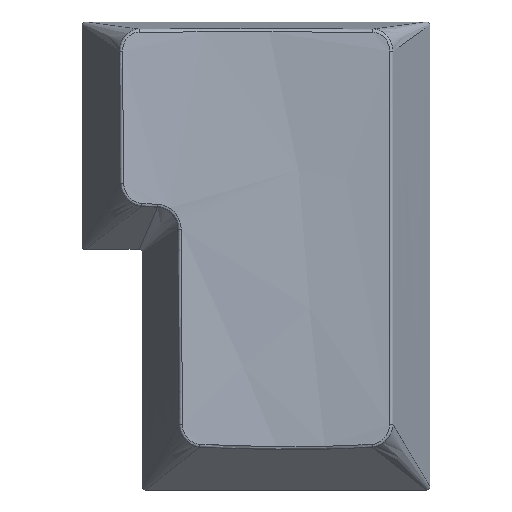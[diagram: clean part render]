
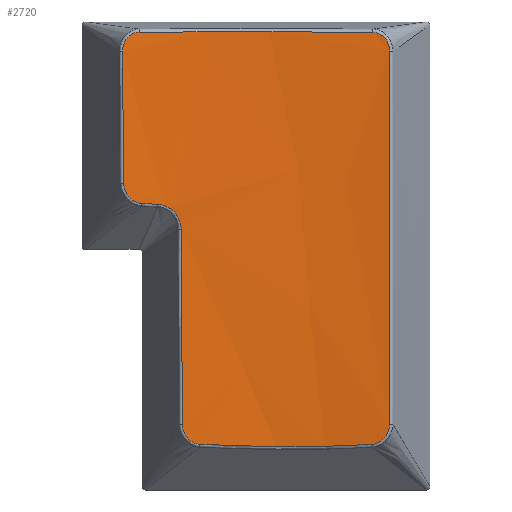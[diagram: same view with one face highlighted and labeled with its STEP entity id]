
A CAD part, top view. The second image highlights one B-rep face of the part: STEP entity #2720.
In plain terms, the highlighted free-form (B-spline) face has degree [3, 3] with [5, 4] control points.
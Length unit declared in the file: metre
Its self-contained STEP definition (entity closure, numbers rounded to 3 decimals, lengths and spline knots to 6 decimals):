
#27=B_SPLINE_SURFACE_WITH_KNOTS('',3,3,((#4381,#4382,#4383,#4384),(#4385,
#4386,#4387,#4388),(#4389,#4390,#4391,#4392),(#4393,#4394,#4395,#4396),
(#4397,#4398,#4399,#4400)),.UNSPECIFIED.,.F.,.F.,.F.,(4,1,4),(4,4),(0.003647,
0.571429,0.875079),(0.002131,0.998534),
 .UNSPECIFIED.);
#100=CIRCLE('',#2933,0.074703);
#141=B_SPLINE_CURVE_WITH_KNOTS('',3,(#4401,#4402,#4403,#4404,#4405,#4406,
#4407),.UNSPECIFIED.,.F.,.F.,(4,1,1,1,4),(0.,0.673962,1.010944,
1.684906,2.358868),.UNSPECIFIED.);
#142=B_SPLINE_CURVE_WITH_KNOTS('',3,(#4412,#4413,#4414,#4415,#4416),
 .UNSPECIFIED.,.F.,.F.,(4,1,4),(0.,0.5,1.),.UNSPECIFIED.);
#143=B_SPLINE_CURVE_WITH_KNOTS('',3,(#4418,#4419,#4420,#4421),
 .UNSPECIFIED.,.F.,.F.,(4,4),(0.,1.),.UNSPECIFIED.);
#144=B_SPLINE_CURVE_WITH_KNOTS('',3,(#4423,#4424,#4425,#4426,#4427),
 .UNSPECIFIED.,.F.,.F.,(4,1,4),(0.,0.5,1.),.UNSPECIFIED.);
#145=B_SPLINE_CURVE_WITH_KNOTS('',3,(#4429,#4430,#4431,#4432),
 .UNSPECIFIED.,.F.,.F.,(4,4),(0.,1.),.UNSPECIFIED.);
#146=B_SPLINE_CURVE_WITH_KNOTS('',3,(#4434,#4435,#4436,#4437,#4438),
 .UNSPECIFIED.,.F.,.F.,(4,1,4),(0.,0.5,1.),.UNSPECIFIED.);
#147=B_SPLINE_CURVE_WITH_KNOTS('',3,(#4440,#4441,#4442,#4443,#4444,#4445,
#4446,#4447),.UNSPECIFIED.,.F.,.F.,(4,1,1,1,1,4),(0.,
4.225276,12.675827,21.126379,25.351654,29.57693),
 .UNSPECIFIED.);
#148=B_SPLINE_CURVE_WITH_KNOTS('',3,(#4449,#4450,#4451,#4452,#4453),
 .UNSPECIFIED.,.F.,.F.,(4,1,4),(0.,0.5,1.),.UNSPECIFIED.);
#149=B_SPLINE_CURVE_WITH_KNOTS('',3,(#4455,#4456,#4457,#4458),
 .UNSPECIFIED.,.F.,.F.,(4,4),(0.,1.),.UNSPECIFIED.);
#150=B_SPLINE_CURVE_WITH_KNOTS('',3,(#4460,#4461,#4462,#4463,#4464,#4465,
#4466),.UNSPECIFIED.,.F.,.F.,(4,1,1,1,4),(0.,0.636053,1.272105,
1.908158,2.226184),.UNSPECIFIED.);
#151=B_SPLINE_CURVE_WITH_KNOTS('',3,(#4468,#4469,#4470,#4471),
 .UNSPECIFIED.,.F.,.F.,(4,4),(0.,1.),.UNSPECIFIED.);
#961=ORIENTED_EDGE('',*,*,#1734,.F.);
#962=ORIENTED_EDGE('',*,*,#1735,.F.);
#963=ORIENTED_EDGE('',*,*,#1736,.F.);
#964=ORIENTED_EDGE('',*,*,#1737,.F.);
#965=ORIENTED_EDGE('',*,*,#1738,.F.);
#966=ORIENTED_EDGE('',*,*,#1739,.F.);
#967=ORIENTED_EDGE('',*,*,#1740,.F.);
#968=ORIENTED_EDGE('',*,*,#1741,.F.);
#969=ORIENTED_EDGE('',*,*,#1742,.F.);
#970=ORIENTED_EDGE('',*,*,#1743,.F.);
#971=ORIENTED_EDGE('',*,*,#1744,.F.);
#972=ORIENTED_EDGE('',*,*,#1745,.F.);
#1734=EDGE_CURVE('',#2102,#2103,#141,.T.);
#1735=EDGE_CURVE('',#2104,#2102,#100,.T.);
#1736=EDGE_CURVE('',#2105,#2104,#142,.F.);
#1737=EDGE_CURVE('',#2106,#2105,#143,.F.);
#1738=EDGE_CURVE('',#2107,#2106,#144,.F.);
#1739=EDGE_CURVE('',#2108,#2107,#145,.F.);
#1740=EDGE_CURVE('',#2109,#2108,#146,.F.);
#1741=EDGE_CURVE('',#2110,#2109,#147,.T.);
#1742=EDGE_CURVE('',#2111,#2110,#148,.F.);
#1743=EDGE_CURVE('',#2112,#2111,#149,.F.);
#1744=EDGE_CURVE('',#2113,#2112,#150,.T.);
#1745=EDGE_CURVE('',#2103,#2113,#151,.F.);
#2102=VERTEX_POINT('',#4408);
#2103=VERTEX_POINT('',#4409);
#2104=VERTEX_POINT('',#4411);
#2105=VERTEX_POINT('',#4417);
#2106=VERTEX_POINT('',#4422);
#2107=VERTEX_POINT('',#4428);
#2108=VERTEX_POINT('',#4433);
#2109=VERTEX_POINT('',#4439);
#2110=VERTEX_POINT('',#4448);
#2111=VERTEX_POINT('',#4454);
#2112=VERTEX_POINT('',#4459);
#2113=VERTEX_POINT('',#4467);
#2301=EDGE_LOOP('',(#961,#962,#963,#964,#965,#966,#967,#968,#969,#970,#971,
#972));
#2459=FACE_BOUND('',#2301,.T.);
#2720=ADVANCED_FACE('',(#2459),#27,.F.);
#2933=AXIS2_PLACEMENT_3D('',#4410,#3391,#3392);
#3391=DIRECTION('',(0.,0.898,-0.44));
#3392=DIRECTION('',(-0.12,-0.436,-0.892));
#4381=CARTESIAN_POINT('',(0.443083,0.101704,0.007271));
#4382=CARTESIAN_POINT('',(0.445177,0.090619,0.007314));
#4383=CARTESIAN_POINT('',(0.447272,0.079533,0.007358));
#4384=CARTESIAN_POINT('',(0.449367,0.068448,0.007401));
#4385=CARTESIAN_POINT('',(0.448181,0.101697,0.006582));
#4386=CARTESIAN_POINT('',(0.449877,0.090613,0.006653));
#4387=CARTESIAN_POINT('',(0.451574,0.079528,0.006724));
#4388=CARTESIAN_POINT('',(0.453271,0.068443,0.006795));
#4389=CARTESIAN_POINT('',(0.45609,0.101694,0.00615));
#4390=CARTESIAN_POINT('',(0.457179,0.090609,0.006257));
#4391=CARTESIAN_POINT('',(0.458267,0.079524,0.006363));
#4392=CARTESIAN_POINT('',(0.459355,0.06844,0.006469));
#4393=CARTESIAN_POINT('',(0.463975,0.101698,0.006687));
#4394=CARTESIAN_POINT('',(0.464449,0.090614,0.006818));
#4395=CARTESIAN_POINT('',(0.464923,0.07953,0.00695));
#4396=CARTESIAN_POINT('',(0.465396,0.068445,0.007081));
#4397=CARTESIAN_POINT('',(0.46671,0.101701,0.00699));
#4398=CARTESIAN_POINT('',(0.466968,0.090617,0.007129));
#4399=CARTESIAN_POINT('',(0.467226,0.079533,0.007268));
#4400=CARTESIAN_POINT('',(0.467484,0.068448,0.007406));
#4401=CARTESIAN_POINT('',(0.446978,0.087913,0.007152));
#4402=CARTESIAN_POINT('',(0.446756,0.087926,0.00718));
#4403=CARTESIAN_POINT('',(0.446431,0.088037,0.007219));
#4404=CARTESIAN_POINT('',(0.445986,0.088379,0.007269));
#4405=CARTESIAN_POINT('',(0.445655,0.088846,0.007301));
#4406=CARTESIAN_POINT('',(0.44555,0.089292,0.007302));
#4407=CARTESIAN_POINT('',(0.445548,0.089516,0.007296));
#4408=CARTESIAN_POINT('',(0.446978,0.087913,0.007152));
#4409=CARTESIAN_POINT('',(0.445548,0.089516,0.007296));
#4410=CARTESIAN_POINT('',(0.457205,0.120441,0.073619));
#4411=CARTESIAN_POINT('',(0.448253,0.08784,0.007004));
#4412=CARTESIAN_POINT('',(0.448253,0.08784,0.007004));
#4413=CARTESIAN_POINT('',(0.448743,0.087814,0.006951));
#4414=CARTESIAN_POINT('',(0.449704,0.087358,0.006867));
#4415=CARTESIAN_POINT('',(0.4501,0.086367,0.006852));
#4416=CARTESIAN_POINT('',(0.450102,0.085872,0.006862));
#4417=CARTESIAN_POINT('',(0.450102,0.085872,0.006862));
#4418=CARTESIAN_POINT('',(0.450102,0.085872,0.006862));
#4419=CARTESIAN_POINT('',(0.45013,0.08035,0.006971));
#4420=CARTESIAN_POINT('',(0.450166,0.075185,0.007089));
#4421=CARTESIAN_POINT('',(0.450207,0.070377,0.007221));
#4422=CARTESIAN_POINT('',(0.450207,0.070377,0.007221));
#4423=CARTESIAN_POINT('',(0.450207,0.070377,0.007221));
#4424=CARTESIAN_POINT('',(0.45021,0.07,0.007231));
#4425=CARTESIAN_POINT('',(0.450509,0.069246,0.007212));
#4426=CARTESIAN_POINT('',(0.451224,0.068852,0.007131));
#4427=CARTESIAN_POINT('',(0.451594,0.068832,0.007089));
#4428=CARTESIAN_POINT('',(0.451594,0.068832,0.007089));
#4429=CARTESIAN_POINT('',(0.451594,0.068832,0.007089));
#4430=CARTESIAN_POINT('',(0.456156,0.068575,0.00657));
#4431=CARTESIAN_POINT('',(0.460709,0.068575,0.006573));
#4432=CARTESIAN_POINT('',(0.465226,0.068831,0.007096));
#4433=CARTESIAN_POINT('',(0.465226,0.068831,0.007096));
#4434=CARTESIAN_POINT('',(0.465226,0.068831,0.007096));
#4435=CARTESIAN_POINT('',(0.465599,0.068852,0.00714));
#4436=CARTESIAN_POINT('',(0.466315,0.069257,0.007229));
#4437=CARTESIAN_POINT('',(0.466601,0.070019,0.007263));
#4438=CARTESIAN_POINT('',(0.466601,0.070399,0.00726));
#4439=CARTESIAN_POINT('',(0.466601,0.070399,0.00726));
#4440=CARTESIAN_POINT('',(0.466609,0.099975,0.006996));
#4441=CARTESIAN_POINT('',(0.466608,0.098567,0.00701));
#4442=CARTESIAN_POINT('',(0.466606,0.094342,0.007051));
#4443=CARTESIAN_POINT('',(0.466603,0.0873,0.007116));
#4444=CARTESIAN_POINT('',(0.466601,0.080258,0.007179));
#4445=CARTESIAN_POINT('',(0.466601,0.074624,0.007226));
#4446=CARTESIAN_POINT('',(0.466601,0.071807,0.007249));
#4447=CARTESIAN_POINT('',(0.466601,0.070399,0.00726));
#4448=CARTESIAN_POINT('',(0.466609,0.099975,0.006996));
#4449=CARTESIAN_POINT('',(0.466609,0.099975,0.006996));
#4450=CARTESIAN_POINT('',(0.466609,0.100345,0.006993));
#4451=CARTESIAN_POINT('',(0.466342,0.101086,0.006955));
#4452=CARTESIAN_POINT('',(0.465633,0.101456,0.006879));
#4453=CARTESIAN_POINT('',(0.465267,0.101459,0.006843));
#4454=CARTESIAN_POINT('',(0.465267,0.101459,0.006843));
#4455=CARTESIAN_POINT('',(0.465267,0.101459,0.006843));
#4456=CARTESIAN_POINT('',(0.45913,0.10151,0.006254));
#4457=CARTESIAN_POINT('',(0.45293,0.101511,0.006255));
#4458=CARTESIAN_POINT('',(0.446798,0.101462,0.006847));
#4459=CARTESIAN_POINT('',(0.446798,0.101462,0.006847));
#4460=CARTESIAN_POINT('',(0.445465,0.099971,0.007021));
#4461=CARTESIAN_POINT('',(0.445463,0.100183,0.007016));
#4462=CARTESIAN_POINT('',(0.445547,0.100607,0.006996));
#4463=CARTESIAN_POINT('',(0.445911,0.101142,0.006944));
#4464=CARTESIAN_POINT('',(0.446378,0.101415,0.006889));
#4465=CARTESIAN_POINT('',(0.446693,0.101461,0.006857));
#4466=CARTESIAN_POINT('',(0.446798,0.101462,0.006847));
#4467=CARTESIAN_POINT('',(0.445465,0.099971,0.007021));
#4468=CARTESIAN_POINT('',(0.445465,0.099971,0.007021));
#4469=CARTESIAN_POINT('',(0.44549,0.096347,0.007108));
#4470=CARTESIAN_POINT('',(0.445518,0.092862,0.007199));
#4471=CARTESIAN_POINT('',(0.445548,0.089516,0.007296));
